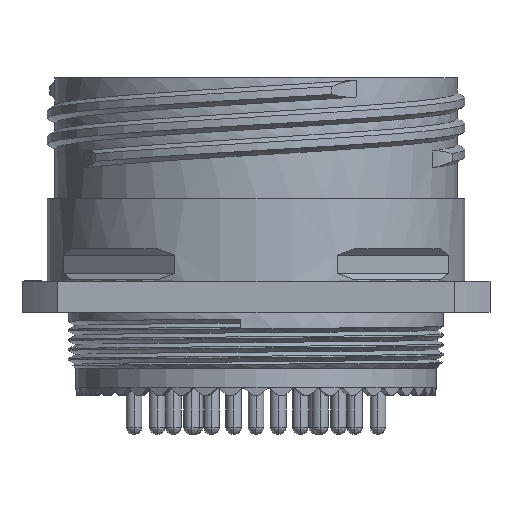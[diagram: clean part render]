
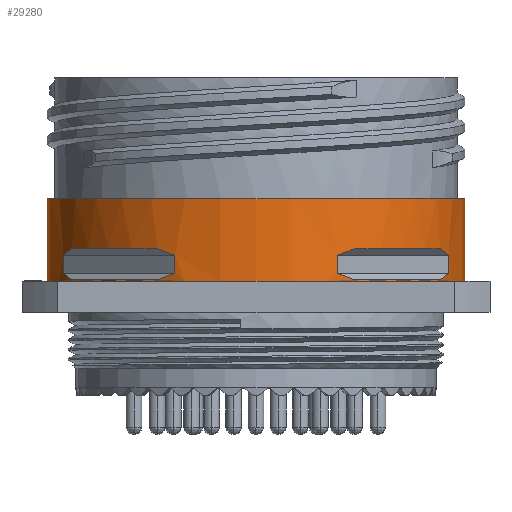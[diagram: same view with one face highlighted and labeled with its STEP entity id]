
A CAD part, left-side view. The second image highlights one B-rep face of the part: STEP entity #29280.
In plain terms, the highlighted cylindrical face has radius 20.536 mm (diameter 41.072 mm), a partial arc.
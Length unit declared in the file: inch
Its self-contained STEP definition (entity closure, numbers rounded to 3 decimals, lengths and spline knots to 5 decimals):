
#3084=CARTESIAN_POINT('',(0.,0.,0.3185));
#3085=DIRECTION('',(0.,0.,1.));
#3086=DIRECTION('',(0.,1.,0.));
#3087=AXIS2_PLACEMENT_3D('',#3084,#3085,#3086);
#3094=DIRECTION('',(0.,0.,1.));
#3095=VECTOR('',#3094,0.3185);
#3096=CARTESIAN_POINT('',(0.,0.8085,0.));
#3097=LINE('',#3096,#3095);
#3098=DIRECTION('',(0.,0.,1.));
#3099=VECTOR('',#3098,0.3185);
#3100=CARTESIAN_POINT('',(0.,-0.8085,0.));
#3101=LINE('',#3100,#3099);
#3102=CARTESIAN_POINT('',(0.,0.,0.));
#3103=DIRECTION('',(0.,0.,1.));
#3104=DIRECTION('',(0.,1.,0.));
#3105=AXIS2_PLACEMENT_3D('',#3102,#3103,#3104);
#3107=CARTESIAN_POINT('',(0.,0.,0.005));
#3108=DIRECTION('',(0.,0.,-1.));
#3109=DIRECTION('',(-0.882,0.472,0.));
#3110=AXIS2_PLACEMENT_3D('',#3107,#3108,#3109);
#3112=DIRECTION('',(0.,0.,-1.));
#3113=VECTOR('',#3112,0.07);
#3114=CARTESIAN_POINT('',(-0.74514,0.31375,0.1));
#3115=LINE('',#3114,#3113);
#3116=CARTESIAN_POINT('',(0.,0.,0.125));
#3117=DIRECTION('',(0.,0.,-1.));
#3118=DIRECTION('',(-0.882,0.472,0.));
#3119=AXIS2_PLACEMENT_3D('',#3116,#3117,#3118);
#3121=DIRECTION('',(0.,0.,-1.));
#3122=VECTOR('',#3121,0.07);
#3123=CARTESIAN_POINT('',(-0.31375,0.74514,0.1));
#3124=LINE('',#3123,#3122);
#3125=DIRECTION('',(0.,0.,-1.));
#3126=VECTOR('',#3125,0.07);
#3127=CARTESIAN_POINT('',(-0.74514,-0.31375,0.1));
#3128=LINE('',#3127,#3126);
#3129=CARTESIAN_POINT('',(0.,0.,0.005));
#3130=DIRECTION('',(0.,0.,-1.));
#3131=DIRECTION('',(-0.472,-0.882,0.));
#3132=AXIS2_PLACEMENT_3D('',#3129,#3130,#3131);
#3134=DIRECTION('',(0.,0.,-1.));
#3135=VECTOR('',#3134,0.07);
#3136=CARTESIAN_POINT('',(-0.31375,-0.74514,0.1));
#3137=LINE('',#3136,#3135);
#3138=CARTESIAN_POINT('',(0.,0.,0.125));
#3139=DIRECTION('',(0.,0.,-1.));
#3140=DIRECTION('',(-0.472,-0.882,0.));
#3141=AXIS2_PLACEMENT_3D('',#3138,#3139,#3140);
#19878=CARTESIAN_POINT('',(-0.38132,0.71293,0.005));
#19879=CARTESIAN_POINT('',(-0.359,0.72487,
0.01234));
#19880=CARTESIAN_POINT('',(-0.33648,0.73557,
0.0207));
#19881=CARTESIAN_POINT('',(-0.31375,0.74514,0.03));
#19883=CARTESIAN_POINT('',(-0.74514,0.31375,0.03));
#19884=CARTESIAN_POINT('',(-0.73557,0.33648,
0.0207));
#19885=CARTESIAN_POINT('',(-0.72487,0.359,
0.01234));
#19886=CARTESIAN_POINT('',(-0.71293,0.38132,0.005));
#19896=CARTESIAN_POINT('',(-0.71293,0.38132,0.125));
#19897=CARTESIAN_POINT('',(-0.72487,0.359,
0.11766));
#19898=CARTESIAN_POINT('',(-0.73557,0.33648,
0.1093));
#19899=CARTESIAN_POINT('',(-0.74514,0.31375,0.1));
#19901=CARTESIAN_POINT('',(-0.31375,0.74514,0.1));
#19902=CARTESIAN_POINT('',(-0.33648,0.73557,
0.1093));
#19903=CARTESIAN_POINT('',(-0.359,0.72487,
0.11766));
#19904=CARTESIAN_POINT('',(-0.38132,0.71293,0.125));
#19918=CARTESIAN_POINT('',(-0.71293,-0.38132,0.005));
#19919=CARTESIAN_POINT('',(-0.72487,-0.359,
0.01234));
#19920=CARTESIAN_POINT('',(-0.73557,-0.33648,
0.0207));
#19921=CARTESIAN_POINT('',(-0.74514,-0.31375,0.03));
#19923=CARTESIAN_POINT('',(-0.31375,-0.74514,0.03));
#19924=CARTESIAN_POINT('',(-0.33648,-0.73557,
0.0207));
#19925=CARTESIAN_POINT('',(-0.359,-0.72487,
0.01234));
#19926=CARTESIAN_POINT('',(-0.38132,-0.71293,0.005));
#19932=CARTESIAN_POINT('',(-0.38132,-0.71293,0.125));
#19933=CARTESIAN_POINT('',(-0.359,-0.72487,
0.11766));
#19934=CARTESIAN_POINT('',(-0.33648,-0.73557,
0.1093));
#19935=CARTESIAN_POINT('',(-0.31375,-0.74514,0.1));
#19937=CARTESIAN_POINT('',(-0.74514,-0.31375,0.1));
#19938=CARTESIAN_POINT('',(-0.73557,-0.33648,
0.1093));
#19939=CARTESIAN_POINT('',(-0.72487,-0.359,
0.11766));
#19940=CARTESIAN_POINT('',(-0.71293,-0.38132,0.125));
#24224=CARTESIAN_POINT('',(0.,0.8085,0.));
#24225=CARTESIAN_POINT('',(0.,0.8085,0.3185));
#24226=VERTEX_POINT('',#24224);
#24227=VERTEX_POINT('',#24225);
#24228=CARTESIAN_POINT('',(0.,-0.8085,0.));
#24229=CARTESIAN_POINT('',(0.,-0.8085,0.3185));
#24230=VERTEX_POINT('',#24228);
#24231=VERTEX_POINT('',#24229);
#24827=CARTESIAN_POINT('',(-0.38132,0.71293,0.005));
#24828=CARTESIAN_POINT('',(-0.71293,0.38132,0.005));
#24829=VERTEX_POINT('',#24827);
#24830=VERTEX_POINT('',#24828);
#24831=CARTESIAN_POINT('',(-0.31375,0.74514,0.03));
#24832=CARTESIAN_POINT('',(-0.74514,0.31375,0.03));
#24833=VERTEX_POINT('',#24831);
#24834=VERTEX_POINT('',#24832);
#24851=CARTESIAN_POINT('',(-0.71293,-0.38132,0.005));
#24852=CARTESIAN_POINT('',(-0.38132,-0.71293,0.005));
#24853=VERTEX_POINT('',#24851);
#24854=VERTEX_POINT('',#24852);
#24855=CARTESIAN_POINT('',(-0.74514,-0.31375,0.03));
#24856=CARTESIAN_POINT('',(-0.31375,-0.74514,0.03));
#24857=VERTEX_POINT('',#24855);
#24858=VERTEX_POINT('',#24856);
#24859=CARTESIAN_POINT('',(-0.71293,0.38132,0.125));
#24860=CARTESIAN_POINT('',(-0.38132,0.71293,0.125));
#24861=VERTEX_POINT('',#24859);
#24862=VERTEX_POINT('',#24860);
#24863=CARTESIAN_POINT('',(-0.74514,0.31375,0.1));
#24864=CARTESIAN_POINT('',(-0.31375,0.74514,0.1));
#24865=VERTEX_POINT('',#24863);
#24866=VERTEX_POINT('',#24864);
#24883=CARTESIAN_POINT('',(-0.38132,-0.71293,0.125));
#24884=CARTESIAN_POINT('',(-0.71293,-0.38132,0.125));
#24885=VERTEX_POINT('',#24883);
#24886=VERTEX_POINT('',#24884);
#24887=CARTESIAN_POINT('',(-0.31375,-0.74514,0.1));
#24888=CARTESIAN_POINT('',(-0.74514,-0.31375,0.1));
#24889=VERTEX_POINT('',#24887);
#24890=VERTEX_POINT('',#24888);
#29230=CARTESIAN_POINT('',(0.,0.,0.84905));
#29231=DIRECTION('',(0.,0.,-1.));
#29232=DIRECTION('',(0.,-1.,0.));
#29233=AXIS2_PLACEMENT_3D('',#29230,#29231,#29232);
#29234=CYLINDRICAL_SURFACE('',#29233,0.8085);
#29236=ORIENTED_EDGE('',*,*,#29235,.T.);
#29237=ORIENTED_EDGE('',*,*,#29219,.T.);
#29239=ORIENTED_EDGE('',*,*,#29238,.F.);
#29241=ORIENTED_EDGE('',*,*,#29240,.F.);
#29242=EDGE_LOOP('',(#29236,#29237,#29239,#29241));
#29243=FACE_OUTER_BOUND('',#29242,.F.);
#29245=ORIENTED_EDGE('',*,*,#29244,.F.);
#29247=ORIENTED_EDGE('',*,*,#29246,.F.);
#29249=ORIENTED_EDGE('',*,*,#29248,.F.);
#29251=ORIENTED_EDGE('',*,*,#29250,.F.);
#29253=ORIENTED_EDGE('',*,*,#29252,.T.);
#29255=ORIENTED_EDGE('',*,*,#29254,.F.);
#29257=ORIENTED_EDGE('',*,*,#29256,.T.);
#29259=ORIENTED_EDGE('',*,*,#29258,.F.);
#29260=EDGE_LOOP('',(#29245,#29247,#29249,#29251,#29253,#29255,#29257,#29259));
#29261=FACE_BOUND('',#29260,.F.);
#29263=ORIENTED_EDGE('',*,*,#29262,.T.);
#29265=ORIENTED_EDGE('',*,*,#29264,.F.);
#29267=ORIENTED_EDGE('',*,*,#29266,.F.);
#29269=ORIENTED_EDGE('',*,*,#29268,.F.);
#29271=ORIENTED_EDGE('',*,*,#29270,.F.);
#29273=ORIENTED_EDGE('',*,*,#29272,.F.);
#29275=ORIENTED_EDGE('',*,*,#29274,.T.);
#29277=ORIENTED_EDGE('',*,*,#29276,.F.);
#29278=EDGE_LOOP('',(#29263,#29265,#29267,#29269,#29271,#29273,#29275,#29277));
#29279=FACE_BOUND('',#29278,.F.);
#29280=ADVANCED_FACE('',(#29243,#29261,#29279),#29234,.T.);
#3088=CIRCLE('',#3087,0.8085);
#3106=CIRCLE('',#3105,0.8085);
#3111=CIRCLE('',#3110,0.8085);
#3120=CIRCLE('',#3119,0.8085);
#3133=CIRCLE('',#3132,0.8085);
#3142=CIRCLE('',#3141,0.8085);
#19882=B_SPLINE_CURVE_WITH_KNOTS('',3,(#19878,#19879,#19880,#19881),
.UNSPECIFIED.,.F.,.F.,(4,4),(0.,1.),.UNSPECIFIED.);
#19887=B_SPLINE_CURVE_WITH_KNOTS('',3,(#19883,#19884,#19885,#19886),
.UNSPECIFIED.,.F.,.F.,(4,4),(0.,1.),.UNSPECIFIED.);
#19900=B_SPLINE_CURVE_WITH_KNOTS('',3,(#19896,#19897,#19898,#19899),
.UNSPECIFIED.,.F.,.F.,(4,4),(0.,1.),.UNSPECIFIED.);
#19905=B_SPLINE_CURVE_WITH_KNOTS('',3,(#19901,#19902,#19903,#19904),
.UNSPECIFIED.,.F.,.F.,(4,4),(0.,1.),.UNSPECIFIED.);
#19922=B_SPLINE_CURVE_WITH_KNOTS('',3,(#19918,#19919,#19920,#19921),
.UNSPECIFIED.,.F.,.F.,(4,4),(0.,1.),.UNSPECIFIED.);
#19927=B_SPLINE_CURVE_WITH_KNOTS('',3,(#19923,#19924,#19925,#19926),
.UNSPECIFIED.,.F.,.F.,(4,4),(0.,1.),.UNSPECIFIED.);
#19936=B_SPLINE_CURVE_WITH_KNOTS('',3,(#19932,#19933,#19934,#19935),
.UNSPECIFIED.,.F.,.F.,(4,4),(0.,1.),.UNSPECIFIED.);
#19941=B_SPLINE_CURVE_WITH_KNOTS('',3,(#19937,#19938,#19939,#19940),
.UNSPECIFIED.,.F.,.F.,(4,4),(0.,1.),.UNSPECIFIED.);
#29219=EDGE_CURVE('',#24227,#24231,#3088,.T.);
#29235=EDGE_CURVE('',#24226,#24227,#3097,.T.);
#29238=EDGE_CURVE('',#24230,#24231,#3101,.T.);
#29240=EDGE_CURVE('',#24226,#24230,#3106,.T.);
#29244=EDGE_CURVE('',#24830,#24829,#3111,.T.);
#29246=EDGE_CURVE('',#24834,#24830,#19887,.T.);
#29248=EDGE_CURVE('',#24865,#24834,#3115,.T.);
#29250=EDGE_CURVE('',#24861,#24865,#19900,.T.);
#29252=EDGE_CURVE('',#24861,#24862,#3120,.T.);
#29254=EDGE_CURVE('',#24866,#24862,#19905,.T.);
#29256=EDGE_CURVE('',#24866,#24833,#3124,.T.);
#29258=EDGE_CURVE('',#24829,#24833,#19882,.T.);
#29262=EDGE_CURVE('',#24890,#24857,#3128,.T.);
#29264=EDGE_CURVE('',#24853,#24857,#19922,.T.);
#29266=EDGE_CURVE('',#24854,#24853,#3133,.T.);
#29268=EDGE_CURVE('',#24858,#24854,#19927,.T.);
#29270=EDGE_CURVE('',#24889,#24858,#3137,.T.);
#29272=EDGE_CURVE('',#24885,#24889,#19936,.T.);
#29274=EDGE_CURVE('',#24885,#24886,#3142,.T.);
#29276=EDGE_CURVE('',#24890,#24886,#19941,.T.);
